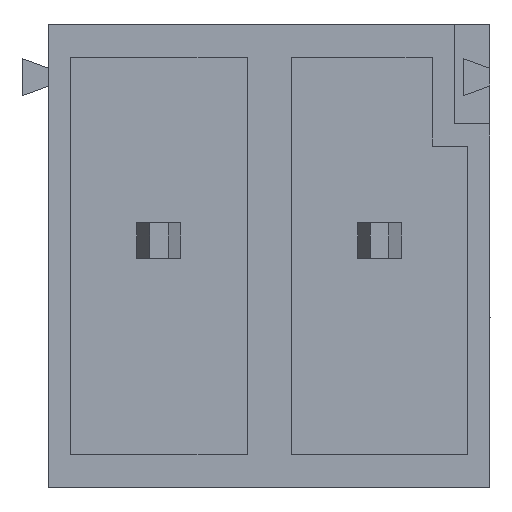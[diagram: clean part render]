
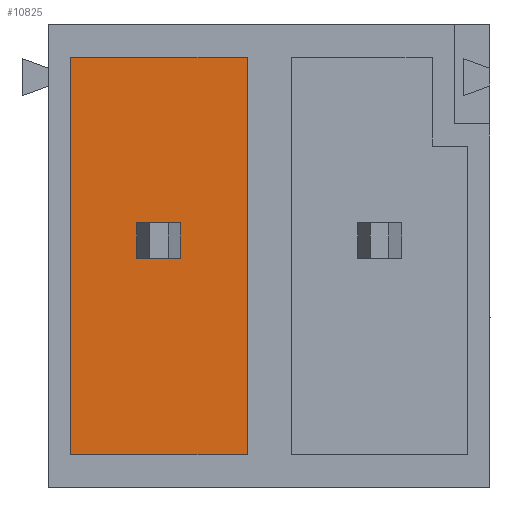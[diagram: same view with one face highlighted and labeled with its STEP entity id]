
A CAD part, front view. The second image highlights one B-rep face of the part: STEP entity #10825.
In plain terms, the highlighted planar face has unit normal (0, -1, 0).
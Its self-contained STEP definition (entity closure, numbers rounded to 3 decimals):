
#67 = CARTESIAN_POINT ( 'NONE',  ( 4.5, 0.2, 9.75 ) ) ;
#323 = EDGE_LOOP ( 'NONE', ( #13262, #18515, #10499, #14305 ) ) ;
#951 = DIRECTION ( 'NONE',  ( 0., 0., -1. ) ) ;
#1088 = AXIS2_PLACEMENT_3D ( 'NONE', #16864, #13180, #19042 ) ;
#1175 = EDGE_LOOP ( 'NONE', ( #16047, #22035, #24855, #18389 ) ) ;
#1449 = FACE_OUTER_BOUND ( 'NONE', #1175, .T. ) ;
#1944 = VECTOR ( 'NONE', #7988, 1000. ) ;
#2074 = VERTEX_POINT ( 'NONE', #22905 ) ;
#2508 = CARTESIAN_POINT ( 'NONE',  ( 2., 0.2, 6. ) ) ;
#2814 = DIRECTION ( 'NONE',  ( -1., 0., 0. ) ) ;
#2831 = LINE ( 'NONE', #10524, #18250 ) ;
#3084 = CARTESIAN_POINT ( 'NONE',  ( 4.5, 0.2, 0.75 ) ) ;
#3088 = LINE ( 'NONE', #12925, #5277 ) ;
#4041 = DIRECTION ( 'NONE',  ( 0., 0., -1. ) ) ;
#4204 = CARTESIAN_POINT ( 'NONE',  ( 2., 0.2, 5.2 ) ) ;
#4785 = VERTEX_POINT ( 'NONE', #13682 ) ;
#5185 = CARTESIAN_POINT ( 'NONE',  ( 4.5, 0.2, 9.75 ) ) ;
#5277 = VECTOR ( 'NONE', #8870, 1000. ) ;
#6106 = VERTEX_POINT ( 'NONE', #13843 ) ;
#6562 = VECTOR ( 'NONE', #4041, 1000. ) ;
#7525 = VERTEX_POINT ( 'NONE', #8952 ) ;
#7714 = VERTEX_POINT ( 'NONE', #24197 ) ;
#7943 = CARTESIAN_POINT ( 'NONE',  ( 3., 0.2, 5.2 ) ) ;
#7988 = DIRECTION ( 'NONE',  ( -1., 0., 0. ) ) ;
#8116 = DIRECTION ( 'NONE',  ( 1., 0., 0. ) ) ;
#8322 = EDGE_CURVE ( 'NONE', #14800, #23581, #3088, .T. ) ;
#8380 = EDGE_CURVE ( 'NONE', #7714, #7525, #2831, .T. ) ;
#8564 = EDGE_CURVE ( 'NONE', #4785, #21769, #23427, .T. ) ;
#8870 = DIRECTION ( 'NONE',  ( 0., 0., -1. ) ) ;
#8952 = CARTESIAN_POINT ( 'NONE',  ( 0.5, 0.2, 0.75 ) ) ;
#9119 = PLANE ( 'NONE',  #1088 ) ;
#9247 = FACE_BOUND ( 'NONE', #323, .T. ) ;
#9311 = VECTOR ( 'NONE', #8116, 1000. ) ;
#10326 = LINE ( 'NONE', #2508, #6562 ) ;
#10499 = ORIENTED_EDGE ( 'NONE', *, *, #22017, .F. ) ;
#10524 = CARTESIAN_POINT ( 'NONE',  ( 0.5, 0.2, 9.75 ) ) ;
#10825 = ADVANCED_FACE ( 'NONE', ( #1449, #9247 ), #9119, .F. ) ;
#10894 = LINE ( 'NONE', #20534, #14584 ) ;
#10915 = LINE ( 'NONE', #16865, #12374 ) ;
#11776 = EDGE_CURVE ( 'NONE', #14800, #7714, #24819, .T. ) ;
#12374 = VECTOR ( 'NONE', #14953, 1000. ) ;
#12565 = EDGE_CURVE ( 'NONE', #2074, #6106, #24984, .T. ) ;
#12925 = CARTESIAN_POINT ( 'NONE',  ( 4.5, 0.2, 9.75 ) ) ;
#13180 = DIRECTION ( 'NONE',  ( 0., 1., 0. ) ) ;
#13262 = ORIENTED_EDGE ( 'NONE', *, *, #15232, .T. ) ;
#13682 = CARTESIAN_POINT ( 'NONE',  ( 2., 0.2, 5.2 ) ) ;
#13843 = CARTESIAN_POINT ( 'NONE',  ( 3., 0.2, 6. ) ) ;
#14305 = ORIENTED_EDGE ( 'NONE', *, *, #12565, .T. ) ;
#14584 = VECTOR ( 'NONE', #2814, 1000. ) ;
#14800 = VERTEX_POINT ( 'NONE', #5185 ) ;
#14953 = DIRECTION ( 'NONE',  ( 0., 0., -1. ) ) ;
#15232 = EDGE_CURVE ( 'NONE', #6106, #21769, #10915, .T. ) ;
#16047 = ORIENTED_EDGE ( 'NONE', *, *, #8322, .F. ) ;
#16864 = CARTESIAN_POINT ( 'NONE',  ( 0., 0.2, 0. ) ) ;
#16865 = CARTESIAN_POINT ( 'NONE',  ( 3., 0.2, 6. ) ) ;
#18250 = VECTOR ( 'NONE', #951, 1000. ) ;
#18389 = ORIENTED_EDGE ( 'NONE', *, *, #20068, .F. ) ;
#18515 = ORIENTED_EDGE ( 'NONE', *, *, #8564, .F. ) ;
#19042 = DIRECTION ( 'NONE',  ( 0., 0., 1. ) ) ;
#19567 = VECTOR ( 'NONE', #23089, 1000. ) ;
#20068 = EDGE_CURVE ( 'NONE', #23581, #7525, #10894, .T. ) ;
#20534 = CARTESIAN_POINT ( 'NONE',  ( 4.5, 0.2, 0.75 ) ) ;
#20960 = CARTESIAN_POINT ( 'NONE',  ( 2., 0.2, 6. ) ) ;
#21769 = VERTEX_POINT ( 'NONE', #7943 ) ;
#22017 = EDGE_CURVE ( 'NONE', #2074, #4785, #10326, .T. ) ;
#22035 = ORIENTED_EDGE ( 'NONE', *, *, #11776, .T. ) ;
#22905 = CARTESIAN_POINT ( 'NONE',  ( 2., 0.2, 6. ) ) ;
#23089 = DIRECTION ( 'NONE',  ( 1., 0., 0. ) ) ;
#23427 = LINE ( 'NONE', #4204, #9311 ) ;
#23581 = VERTEX_POINT ( 'NONE', #3084 ) ;
#24197 = CARTESIAN_POINT ( 'NONE',  ( 0.5, 0.2, 9.75 ) ) ;
#24819 = LINE ( 'NONE', #67, #1944 ) ;
#24855 = ORIENTED_EDGE ( 'NONE', *, *, #8380, .T. ) ;
#24984 = LINE ( 'NONE', #20960, #19567 ) ;
